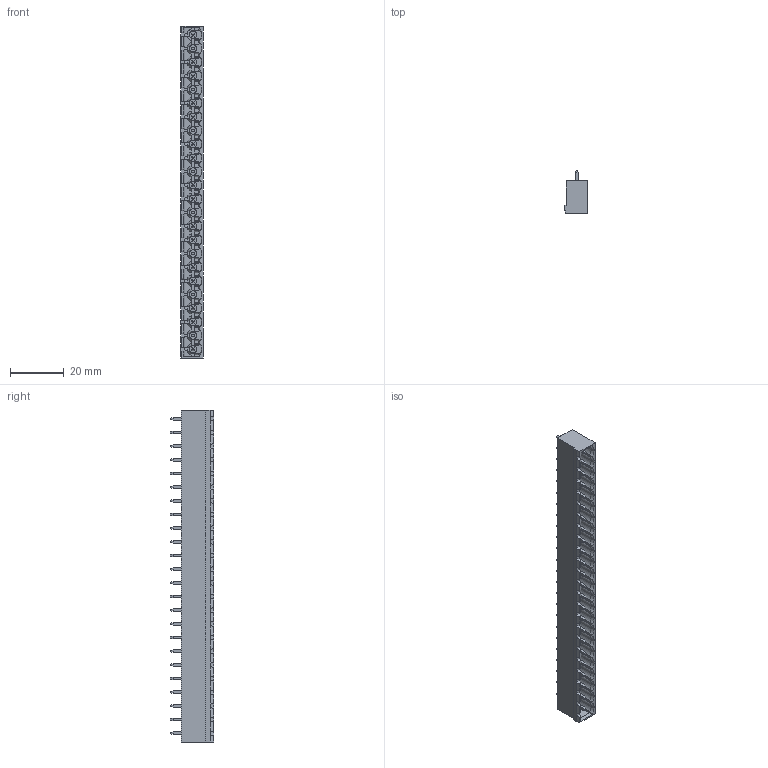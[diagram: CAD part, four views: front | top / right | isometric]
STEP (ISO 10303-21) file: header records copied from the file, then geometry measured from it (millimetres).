
FILE_DESCRIPTION((''),'2;1');
FILE_NAME('WJ2EDGVC-508-24P','2017-03-16T',('QZY'),(''),'CREO PARAMETRIC BY PTC INC, 2014440','CREO PARAMETRIC BY PTC INC, 2014440','');
FILE_SCHEMA(('CONFIG_CONTROL_DESIGN'));
Length unit declared in the file: millimetre
Products named in the file (1): WJ2EDGVC-508-24P
Bounding box: 8.5 x 16 x 123.32 mm (x, y, z)
Volume: 4735.5 mm3; surface area: 10467.7 mm2
Topology: 1 solids, 1 shells, 1992 faces, 5197 edges, 3207 vertices
Faces by surface type: plane 1727, cone 118, cylinder 99, sphere 48
Entity records: 59477 total; most frequent: CARTESIAN_POINT 11001, ORIENTED_EDGE 10298, DIRECTION 9547, EDGE_CURVE 5149, VECTOR 4455, LINE 4455, VERTEX_POINT 3207, AXIS2_PLACEMENT_3D 2546
